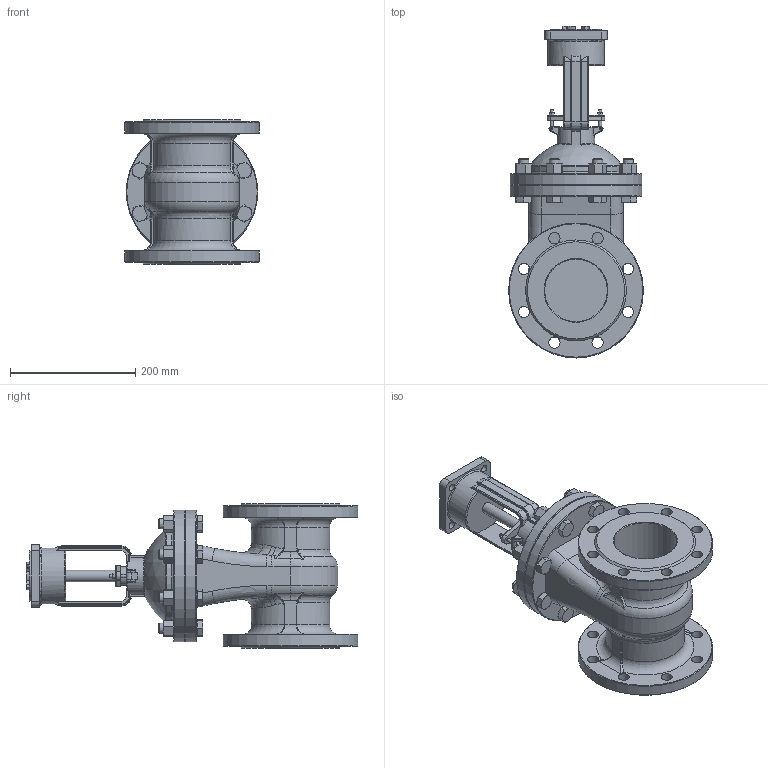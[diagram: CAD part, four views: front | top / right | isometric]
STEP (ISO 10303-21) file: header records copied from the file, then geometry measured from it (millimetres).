
FILE_DESCRIPTION(/* description */ (''),/* implementation_level */ '2;1');
FILE_NAME(/* name */ 'DN100_3D_STEP.stp',/* time_stamp */ '2024-02-09T23:10:35+03:00',/* author */ ('igorr'),/* organization */ (''),/* preprocessor_version */ 'ST-DEVELOPER v19.2',/* originating_system */ 'Autodesk Inventor 2023',/* authorisation */ '');
FILE_SCHEMA (('AUTOMOTIVE_DESIGN { 1 0 10303 214 3 1 1 }'));
Length unit declared in the file: millimetre
Products named in the file (5): Сборка; Деталь1; ANSI B18.2.4.2M - M5x0,8; ANSI B18.2.4.2M - M16x2; AS 1110 - M16 x 60
Assembly tree (19 placements, depth 2):
  Сборка
    Деталь1
    ANSI B18.2.4.2M - M5x0,8  x2
    ANSI B18.2.4.2M - M16x2  x8
    AS 1110 - M16 x 60  x8
Bounding box: 215 x 529.5 x 230 mm (x, y, z)
Volume: 6480984 mm3; surface area: 587663.3 mm2
Topology: 19 solids, 19 shells, 917 faces, 2198 edges, 1330 vertices
Faces by surface type: plane 361, cylinder 211, cone 210, bspline 71, torus 63, sphere 1
Full cylindrical faces by diameter (mm): 3 x3, 4.134 x2, 5 x4, 8 x2, 12 x20, 13.835 x8, 16 x8, 18 x17, 20 x1, 24 x8, 30 x1, 32 x1, 50 x1, 70 x1, 80 x1, 90.92 x1, 100 x2, 150 x2, 210 x2, 215 x2
Entity records: 20333 total; most frequent: CARTESIAN_POINT 6242, ORIENTED_EDGE 2850, DIRECTION 2702, EDGE_CURVE 1425, AXIS2_PLACEMENT_3D 1068, VERTEX_POINT 887, EDGE_LOOP 674, LINE 566
